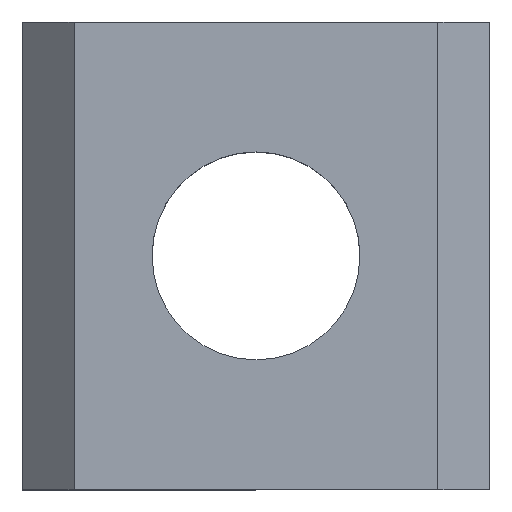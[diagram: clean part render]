
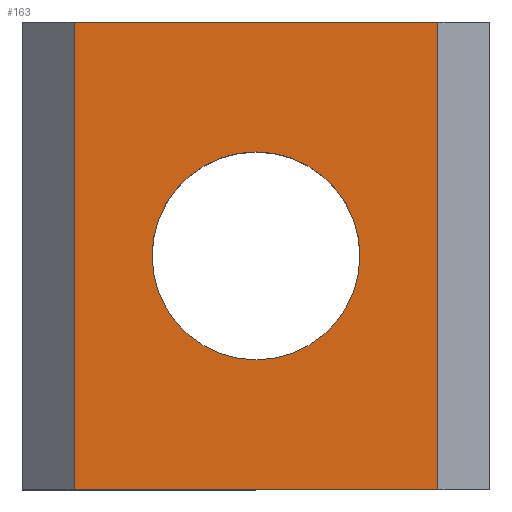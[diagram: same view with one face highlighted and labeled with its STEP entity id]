
A CAD part, top view. The second image highlights one B-rep face of the part: STEP entity #163.
In plain terms, the highlighted planar face has unit normal (0, 0, 1).
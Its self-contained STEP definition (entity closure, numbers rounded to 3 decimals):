
#3 = FACE_BOUND ( 'NONE', #87, .T. ) ;
#18 = EDGE_CURVE ( 'NONE', #196, #299, #317, .T. ) ;
#45 = DIRECTION ( 'NONE',  ( 1., 0., 0. ) ) ;
#54 = FACE_OUTER_BOUND ( 'NONE', #305, .T. ) ;
#57 = CARTESIAN_POINT ( 'NONE',  ( 4.5, 4.5, 3. ) ) ;
#63 = VECTOR ( 'NONE', #324, 1000. ) ;
#65 = VERTEX_POINT ( 'NONE', #297 ) ;
#76 = ORIENTED_EDGE ( 'NONE', *, *, #234, .T. ) ;
#86 = CARTESIAN_POINT ( 'NONE',  ( 0., 0., 3. ) ) ;
#87 = EDGE_LOOP ( 'NONE', ( #323, #217 ) ) ;
#91 = DIRECTION ( 'NONE',  ( 0., 0., 1. ) ) ;
#92 = CARTESIAN_POINT ( 'NONE',  ( 6.5, 4.5, 3. ) ) ;
#94 = DIRECTION ( 'NONE',  ( 1., 0., 0. ) ) ;
#108 = ORIENTED_EDGE ( 'NONE', *, *, #137, .T. ) ;
#109 = CARTESIAN_POINT ( 'NONE',  ( 8., 9., 3. ) ) ;
#114 = VERTEX_POINT ( 'NONE', #316 ) ;
#116 = DIRECTION ( 'NONE',  ( 0., 0., 1. ) ) ;
#118 = PLANE ( 'NONE',  #209 ) ;
#123 = DIRECTION ( 'NONE',  ( 1., 0., 0. ) ) ;
#128 = DIRECTION ( 'NONE',  ( -1., 0., 0. ) ) ;
#135 = CARTESIAN_POINT ( 'NONE',  ( 4.5, 4.5, 3. ) ) ;
#137 = EDGE_CURVE ( 'NONE', #65, #264, #149, .T. ) ;
#138 = VECTOR ( 'NONE', #175, 1000. ) ;
#139 = CARTESIAN_POINT ( 'NONE',  ( 1., 9., 3. ) ) ;
#144 = DIRECTION ( 'NONE',  ( 0., -1., 0. ) ) ;
#149 = LINE ( 'NONE', #292, #138 ) ;
#154 = EDGE_CURVE ( 'NONE', #264, #114, #211, .T. ) ;
#163 = ADVANCED_FACE ( 'NONE', ( #54, #3 ), #118, .F. ) ;
#164 = DIRECTION ( 'NONE',  ( 0., 0., -1. ) ) ;
#175 = DIRECTION ( 'NONE',  ( 0., 1., 0. ) ) ;
#180 = ORIENTED_EDGE ( 'NONE', *, *, #154, .T. ) ;
#196 = VERTEX_POINT ( 'NONE', #245 ) ;
#197 = EDGE_CURVE ( 'NONE', #299, #196, #241, .T. ) ;
#201 = EDGE_CURVE ( 'NONE', #341, #65, #301, .T. ) ;
#209 = AXIS2_PLACEMENT_3D ( 'NONE', #254, #164, #128 ) ;
#211 = LINE ( 'NONE', #328, #63 ) ;
#217 = ORIENTED_EDGE ( 'NONE', *, *, #197, .F. ) ;
#232 = VECTOR ( 'NONE', #144, 1000. ) ;
#234 = EDGE_CURVE ( 'NONE', #114, #341, #291, .T. ) ;
#240 = VECTOR ( 'NONE', #123, 1000. ) ;
#241 = CIRCLE ( 'NONE', #311, 2. ) ;
#245 = CARTESIAN_POINT ( 'NONE',  ( 2.5, 4.5, 3. ) ) ;
#254 = CARTESIAN_POINT ( 'NONE',  ( 0., 9., 3. ) ) ;
#262 = ORIENTED_EDGE ( 'NONE', *, *, #201, .T. ) ;
#264 = VERTEX_POINT ( 'NONE', #109 ) ;
#278 = CARTESIAN_POINT ( 'NONE',  ( 1., 0., 3. ) ) ;
#291 = LINE ( 'NONE', #139, #232 ) ;
#292 = CARTESIAN_POINT ( 'NONE',  ( 8., 9., 3. ) ) ;
#297 = CARTESIAN_POINT ( 'NONE',  ( 8., 0., 3. ) ) ;
#299 = VERTEX_POINT ( 'NONE', #92 ) ;
#301 = LINE ( 'NONE', #86, #240 ) ;
#305 = EDGE_LOOP ( 'NONE', ( #180, #76, #262, #108 ) ) ;
#311 = AXIS2_PLACEMENT_3D ( 'NONE', #135, #116, #45 ) ;
#315 = AXIS2_PLACEMENT_3D ( 'NONE', #57, #91, #94 ) ;
#316 = CARTESIAN_POINT ( 'NONE',  ( 1., 9., 3. ) ) ;
#317 = CIRCLE ( 'NONE', #315, 2. ) ;
#323 = ORIENTED_EDGE ( 'NONE', *, *, #18, .F. ) ;
#324 = DIRECTION ( 'NONE',  ( -1., 0., 0. ) ) ;
#328 = CARTESIAN_POINT ( 'NONE',  ( 0., 9., 3. ) ) ;
#341 = VERTEX_POINT ( 'NONE', #278 ) ;
